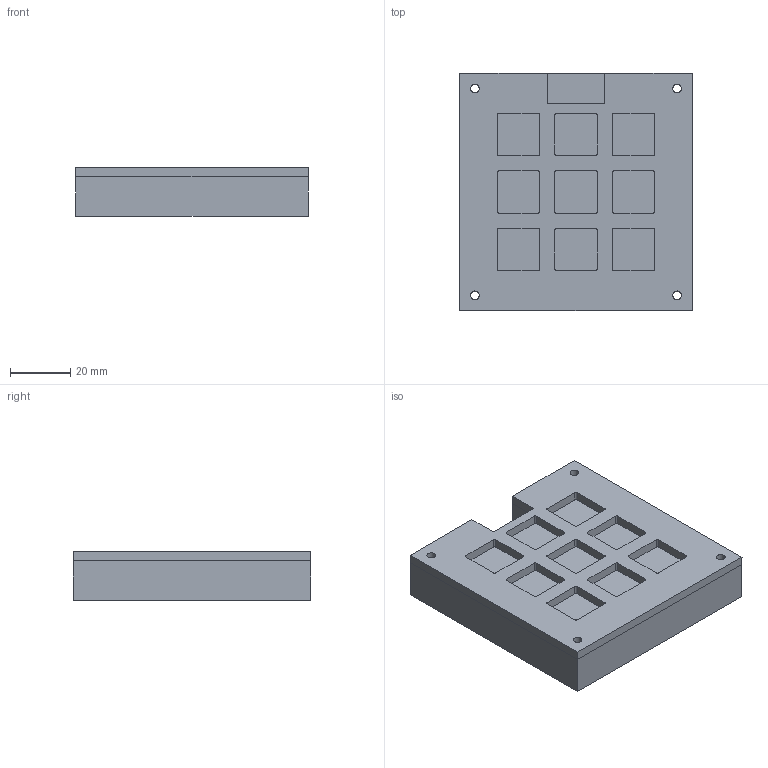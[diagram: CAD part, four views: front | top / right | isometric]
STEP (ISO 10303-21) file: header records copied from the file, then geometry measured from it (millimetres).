
FILE_DESCRIPTION(/* description */ ('STEP AP242','CAx-IF Rec.Pracs.---Representation and Presentation of Product Manufacturing Information (PMI)---4.0---2014-10-13','CAx-IF Rec.Pracs.---3D Tessellated Geometry---0.4---2014-09-14','2;1'),/* implementation_level */ '2;1');
FILE_NAME(/* name */ '6716003662551d377d7c9d96',/* time_stamp */ '2024-10-21T07:18:14Z',/* author */ (''),/* organization */ (''),/* preprocessor_version */ 'ST-DEVELOPER v20',/* originating_system */ ' ',/* authorisation */ ' ');
FILE_SCHEMA (('AP242_MANAGED_MODEL_BASED_3D_ENGINEERING_MIM_LF { 1 0 10303 442 1 1 4 }'));
Length unit declared in the file: metre
Products named in the file (4): macropad; Part 1
Assembly tree (3 placements, depth 2):
  macropad
    Part 1
    Part 1
    Part 1
Bounding box: 77 x 78.5 x 16 mm (x, y, z)
Volume: 61093.3 mm3; surface area: 36498.7 mm2
Topology: 3 solids, 3 shells, 110 faces, 312 edges, 208 vertices
Faces by surface type: plane 66, cylinder 44
Full cylindrical faces by diameter (mm): 2.9 x8
Entity records: 3705 total; most frequent: CARTESIAN_POINT 626, DIRECTION 620, ORIENTED_EDGE 608, EDGE_CURVE 304, LINE 216, VECTOR 216, VERTEX_POINT 208, AXIS2_PLACEMENT_3D 202
